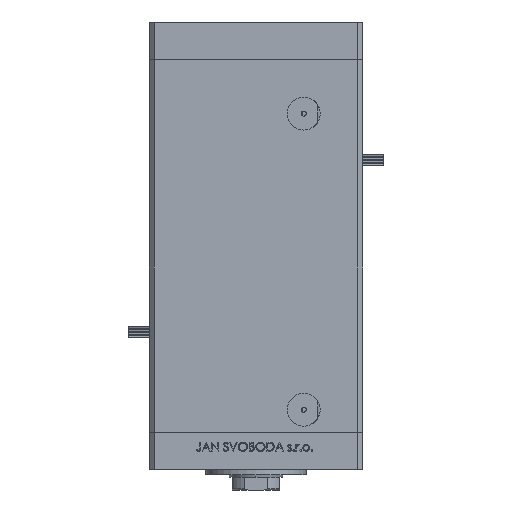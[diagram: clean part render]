
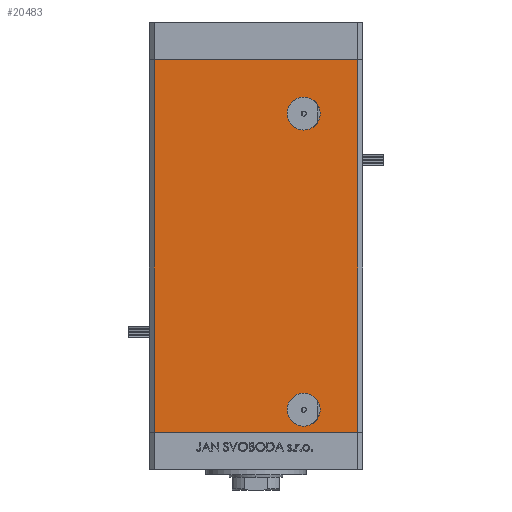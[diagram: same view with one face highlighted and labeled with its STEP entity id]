
A CAD part, front view. The second image highlights one B-rep face of the part: STEP entity #20483.
In plain terms, the highlighted planar face has unit normal (0, -1, 0).
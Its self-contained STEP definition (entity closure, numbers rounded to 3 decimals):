
#104 = DIRECTION ( 'NONE',  ( 0., 0., -1. ) ) ;
#1806 = LINE ( 'NONE', #34025, #44234 ) ;
#2133 = VERTEX_POINT ( 'NONE', #25201 ) ;
#2431 = EDGE_LOOP ( 'NONE', ( #30626, #32124 ) ) ;
#2726 = VERTEX_POINT ( 'NONE', #28480 ) ;
#5934 = FACE_OUTER_BOUND ( 'NONE', #30208, .T. ) ;
#8341 = CARTESIAN_POINT ( 'NONE',  ( 19., -37.5, 9. ) ) ;
#8771 = CARTESIAN_POINT ( 'NONE',  ( 19., -37.5, 9. ) ) ;
#8968 = AXIS2_PLACEMENT_3D ( 'NONE', #9483, #30005, #46255 ) ;
#9188 = DIRECTION ( 'NONE',  ( 0., 1., 0. ) ) ;
#9274 = CARTESIAN_POINT ( 'NONE',  ( 19., -37.5, 133.58 ) ) ;
#9483 = CARTESIAN_POINT ( 'NONE',  ( 19., -37.5, 127. ) ) ;
#10282 = ORIENTED_EDGE ( 'NONE', *, *, #17065, .F. ) ;
#11557 = VECTOR ( 'NONE', #12774, 1000. ) ;
#11829 = CARTESIAN_POINT ( 'NONE',  ( 40.5, -37.5, 0. ) ) ;
#12589 = DIRECTION ( 'NONE',  ( 0., -1., 0. ) ) ;
#12774 = DIRECTION ( 'NONE',  ( 1., 0., 0. ) ) ;
#13056 = CARTESIAN_POINT ( 'NONE',  ( -40.5, -37.5, 148.5 ) ) ;
#13174 = DIRECTION ( 'NONE',  ( 0., 0., -1. ) ) ;
#16993 = VERTEX_POINT ( 'NONE', #30627 ) ;
#17024 = DIRECTION ( 'NONE',  ( 0., -1., 0. ) ) ;
#17065 = EDGE_CURVE ( 'NONE', #2726, #52692, #1806, .T. ) ;
#17478 = CIRCLE ( 'NONE', #8968, 6.58 ) ;
#19083 = VERTEX_POINT ( 'NONE', #23621 ) ;
#20389 = EDGE_CURVE ( 'NONE', #16993, #52501, #39291, .T. ) ;
#20483 = ADVANCED_FACE ( 'NONE', ( #30164, #5934, #22174 ), #30436, .F. ) ;
#21344 = VECTOR ( 'NONE', #43556, 1000. ) ;
#21679 = AXIS2_PLACEMENT_3D ( 'NONE', #33441, #9188, #13174 ) ;
#22174 = FACE_BOUND ( 'NONE', #2431, .T. ) ;
#23563 = CARTESIAN_POINT ( 'NONE',  ( -40.5, -37.5, 148.5 ) ) ;
#23621 = CARTESIAN_POINT ( 'NONE',  ( 19., -37.5, 120.42 ) ) ;
#25201 = CARTESIAN_POINT ( 'NONE',  ( 19., -37.5, 2.42 ) ) ;
#25634 = CARTESIAN_POINT ( 'NONE',  ( -40.5, -37.5, 148.5 ) ) ;
#28480 = CARTESIAN_POINT ( 'NONE',  ( 40.5, -37.5, 148.5 ) ) ;
#29314 = LINE ( 'NONE', #13056, #33142 ) ;
#29376 = DIRECTION ( 'NONE',  ( 0., 0., 1. ) ) ;
#29816 = VERTEX_POINT ( 'NONE', #46182 ) ;
#30005 = DIRECTION ( 'NONE',  ( 0., 1., 0. ) ) ;
#30164 = FACE_BOUND ( 'NONE', #52364, .T. ) ;
#30169 = CIRCLE ( 'NONE', #21679, 6.58 ) ;
#30208 = EDGE_LOOP ( 'NONE', ( #43690, #10282, #34721, #51393 ) ) ;
#30436 = PLANE ( 'NONE',  #51138 ) ;
#30626 = ORIENTED_EDGE ( 'NONE', *, *, #50330, .T. ) ;
#30627 = CARTESIAN_POINT ( 'NONE',  ( -40.5, -37.5, 148.5 ) ) ;
#32124 = ORIENTED_EDGE ( 'NONE', *, *, #34691, .T. ) ;
#33142 = VECTOR ( 'NONE', #41301, 1000. ) ;
#33283 = DIRECTION ( 'NONE',  ( 0., 0., -1. ) ) ;
#33441 = CARTESIAN_POINT ( 'NONE',  ( 19., -37.5, 127. ) ) ;
#34025 = CARTESIAN_POINT ( 'NONE',  ( 40.5, -37.5, 148.5 ) ) ;
#34691 = EDGE_CURVE ( 'NONE', #42931, #19083, #30169, .T. ) ;
#34721 = ORIENTED_EDGE ( 'NONE', *, *, #47743, .F. ) ;
#37049 = AXIS2_PLACEMENT_3D ( 'NONE', #8771, #17024, #33283 ) ;
#39207 = EDGE_CURVE ( 'NONE', #2133, #29816, #41383, .T. ) ;
#39291 = LINE ( 'NONE', #23563, #21344 ) ;
#40050 = CARTESIAN_POINT ( 'NONE',  ( -40.5, -37.5, 0. ) ) ;
#41301 = DIRECTION ( 'NONE',  ( 1., 0., 0. ) ) ;
#41383 = CIRCLE ( 'NONE', #48215, 6.58 ) ;
#41885 = DIRECTION ( 'NONE',  ( 0., 1., 0. ) ) ;
#42931 = VERTEX_POINT ( 'NONE', #9274 ) ;
#43556 = DIRECTION ( 'NONE',  ( 0., 0., -1. ) ) ;
#43565 = CARTESIAN_POINT ( 'NONE',  ( -40.5, -37.5, 0. ) ) ;
#43690 = ORIENTED_EDGE ( 'NONE', *, *, #50905, .T. ) ;
#44234 = VECTOR ( 'NONE', #45501, 1000. ) ;
#45501 = DIRECTION ( 'NONE',  ( 0., 0., -1. ) ) ;
#45569 = CIRCLE ( 'NONE', #37049, 6.58 ) ;
#46182 = CARTESIAN_POINT ( 'NONE',  ( 19., -37.5, 15.58 ) ) ;
#46255 = DIRECTION ( 'NONE',  ( 0., 0., -1. ) ) ;
#47743 = EDGE_CURVE ( 'NONE', #16993, #2726, #29314, .T. ) ;
#48215 = AXIS2_PLACEMENT_3D ( 'NONE', #8341, #12589, #104 ) ;
#48385 = ORIENTED_EDGE ( 'NONE', *, *, #49969, .F. ) ;
#49287 = LINE ( 'NONE', #40050, #11557 ) ;
#49969 = EDGE_CURVE ( 'NONE', #29816, #2133, #45569, .T. ) ;
#50330 = EDGE_CURVE ( 'NONE', #19083, #42931, #17478, .T. ) ;
#50905 = EDGE_CURVE ( 'NONE', #52501, #52692, #49287, .T. ) ;
#51138 = AXIS2_PLACEMENT_3D ( 'NONE', #25634, #41885, #29376 ) ;
#51393 = ORIENTED_EDGE ( 'NONE', *, *, #20389, .T. ) ;
#52349 = ORIENTED_EDGE ( 'NONE', *, *, #39207, .F. ) ;
#52364 = EDGE_LOOP ( 'NONE', ( #52349, #48385 ) ) ;
#52501 = VERTEX_POINT ( 'NONE', #43565 ) ;
#52692 = VERTEX_POINT ( 'NONE', #11829 ) ;
